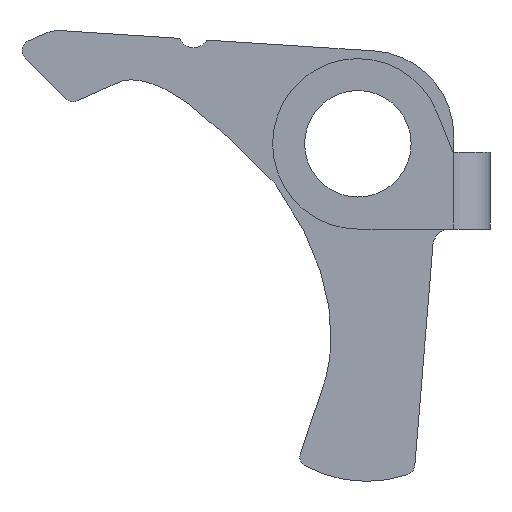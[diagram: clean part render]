
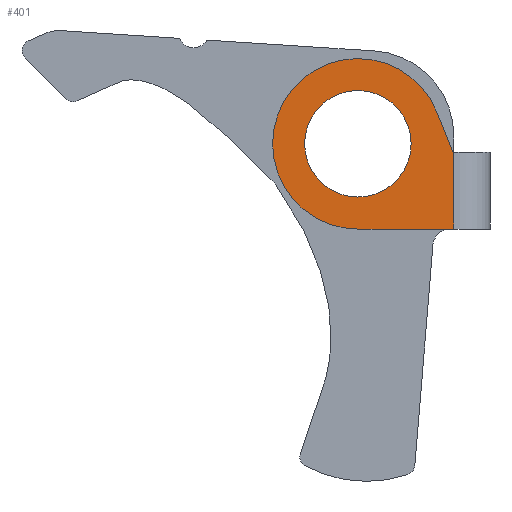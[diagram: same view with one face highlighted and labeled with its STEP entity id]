
A CAD part, left-side view. The second image highlights one B-rep face of the part: STEP entity #401.
In plain terms, the highlighted planar face has unit normal (-1, 0, 0).
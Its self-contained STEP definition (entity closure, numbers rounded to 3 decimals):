
#5 = ORIENTED_EDGE ( 'NONE', *, *, #461, .F. ) ;
#14 = EDGE_LOOP ( 'NONE', ( #946, #266, #869, #267, #5, #1468 ) ) ;
#28 = AXIS2_PLACEMENT_3D ( 'NONE', #439, #899, #331 ) ;
#34 = CARTESIAN_POINT ( 'NONE',  ( -7., 0., -2.5 ) ) ;
#38 = DIRECTION ( 'NONE',  ( 0., 0., -1. ) ) ;
#55 = CARTESIAN_POINT ( 'NONE',  ( -7., -3.712, 1.491 ) ) ;
#62 = DIRECTION ( 'NONE',  ( 1., 0., 0. ) ) ;
#90 = CARTESIAN_POINT ( 'NONE',  ( -7., -4.471, -0.4 ) ) ;
#93 = EDGE_CURVE ( 'NONE', #746, #463, #558, .T. ) ;
#128 = VECTOR ( 'NONE', #203, 1000. ) ;
#129 = LINE ( 'NONE', #1130, #1164 ) ;
#133 = VERTEX_POINT ( 'NONE', #1019 ) ;
#149 = DIRECTION ( 'NONE',  ( 1., 0., 0. ) ) ;
#150 = CARTESIAN_POINT ( 'NONE',  ( -7., 0., 2.5 ) ) ;
#163 = ORIENTED_EDGE ( 'NONE', *, *, #665, .T. ) ;
#203 = DIRECTION ( 'NONE',  ( 0., 1., 0. ) ) ;
#210 = EDGE_CURVE ( 'NONE', #133, #746, #671, .T. ) ;
#230 = DIRECTION ( 'NONE',  ( 0., -0.373, -0.928 ) ) ;
#243 = CARTESIAN_POINT ( 'NONE',  ( -7., 0., 0. ) ) ;
#266 = ORIENTED_EDGE ( 'NONE', *, *, #93, .F. ) ;
#267 = ORIENTED_EDGE ( 'NONE', *, *, #1136, .F. ) ;
#270 = CARTESIAN_POINT ( 'NONE',  ( -7., -11.556, -0.4 ) ) ;
#285 = FACE_BOUND ( 'NONE', #1365, .T. ) ;
#303 = CARTESIAN_POINT ( 'NONE',  ( -7., -4.5, -0.4 ) ) ;
#308 = AXIS2_PLACEMENT_3D ( 'NONE', #243, #1280, #38 ) ;
#331 = DIRECTION ( 'NONE',  ( 0., 1., 0. ) ) ;
#342 = VERTEX_POINT ( 'NONE', #150 ) ;
#367 = VERTEX_POINT ( 'NONE', #849 ) ;
#401 = ADVANCED_FACE ( 'NONE', ( #285, #1440 ), #742, .F. ) ;
#409 = LINE ( 'NONE', #1334, #128 ) ;
#424 = DIRECTION ( 'NONE',  ( 0., 0., -1. ) ) ;
#439 = CARTESIAN_POINT ( 'NONE',  ( -7., 0., 0. ) ) ;
#461 = EDGE_CURVE ( 'NONE', #950, #367, #409, .T. ) ;
#463 = VERTEX_POINT ( 'NONE', #90 ) ;
#475 = VECTOR ( 'NONE', #230, 1000. ) ;
#558 = LINE ( 'NONE', #687, #475 ) ;
#573 = AXIS2_PLACEMENT_3D ( 'NONE', #855, #62, #747 ) ;
#581 = EDGE_CURVE ( 'NONE', #1102, #950, #129, .T. ) ;
#591 = AXIS2_PLACEMENT_3D ( 'NONE', #1248, #149, #1363 ) ;
#635 = VECTOR ( 'NONE', #864, 1000. ) ;
#665 = EDGE_CURVE ( 'NONE', #1139, #342, #853, .T. ) ;
#671 = CIRCLE ( 'NONE', #28, 4. ) ;
#681 = ORIENTED_EDGE ( 'NONE', *, *, #743, .T. ) ;
#684 = CARTESIAN_POINT ( 'NONE',  ( -7., -4.5, -4. ) ) ;
#687 = CARTESIAN_POINT ( 'NONE',  ( -7., -4.471, -0.4 ) ) ;
#710 = CIRCLE ( 'NONE', #591, 4. ) ;
#742 = PLANE ( 'NONE',  #1097 ) ;
#743 = EDGE_CURVE ( 'NONE', #342, #1139, #1189, .T. ) ;
#746 = VERTEX_POINT ( 'NONE', #55 ) ;
#747 = DIRECTION ( 'NONE',  ( 0., 0., -1. ) ) ;
#837 = LINE ( 'NONE', #270, #635 ) ;
#849 = CARTESIAN_POINT ( 'NONE',  ( -7., 0., -4. ) ) ;
#853 = CIRCLE ( 'NONE', #308, 2.5 ) ;
#855 = CARTESIAN_POINT ( 'NONE',  ( -7., 0., 0. ) ) ;
#858 = CARTESIAN_POINT ( 'NONE',  ( -7., 15.8, 5.5 ) ) ;
#864 = DIRECTION ( 'NONE',  ( 0., -1., 0. ) ) ;
#869 = ORIENTED_EDGE ( 'NONE', *, *, #210, .F. ) ;
#899 = DIRECTION ( 'NONE',  ( 1., 0., 0. ) ) ;
#946 = ORIENTED_EDGE ( 'NONE', *, *, #1395, .F. ) ;
#950 = VERTEX_POINT ( 'NONE', #684 ) ;
#994 = DIRECTION ( 'NONE',  ( 1., 0., 0. ) ) ;
#1019 = CARTESIAN_POINT ( 'NONE',  ( -7., 4., 0. ) ) ;
#1097 = AXIS2_PLACEMENT_3D ( 'NONE', #858, #994, #424 ) ;
#1102 = VERTEX_POINT ( 'NONE', #303 ) ;
#1130 = CARTESIAN_POINT ( 'NONE',  ( -7., -4.5, 5.5 ) ) ;
#1136 = EDGE_CURVE ( 'NONE', #367, #133, #710, .T. ) ;
#1139 = VERTEX_POINT ( 'NONE', #34 ) ;
#1164 = VECTOR ( 'NONE', #1342, 1000. ) ;
#1189 = CIRCLE ( 'NONE', #573, 2.5 ) ;
#1248 = CARTESIAN_POINT ( 'NONE',  ( -7., 0., 0. ) ) ;
#1280 = DIRECTION ( 'NONE',  ( 1., 0., 0. ) ) ;
#1334 = CARTESIAN_POINT ( 'NONE',  ( -7., -11.735, -4. ) ) ;
#1342 = DIRECTION ( 'NONE',  ( 0., 0., -1. ) ) ;
#1363 = DIRECTION ( 'NONE',  ( 0., 1., 0. ) ) ;
#1365 = EDGE_LOOP ( 'NONE', ( #163, #681 ) ) ;
#1395 = EDGE_CURVE ( 'NONE', #463, #1102, #837, .T. ) ;
#1440 = FACE_OUTER_BOUND ( 'NONE', #14, .T. ) ;
#1468 = ORIENTED_EDGE ( 'NONE', *, *, #581, .F. ) ;
